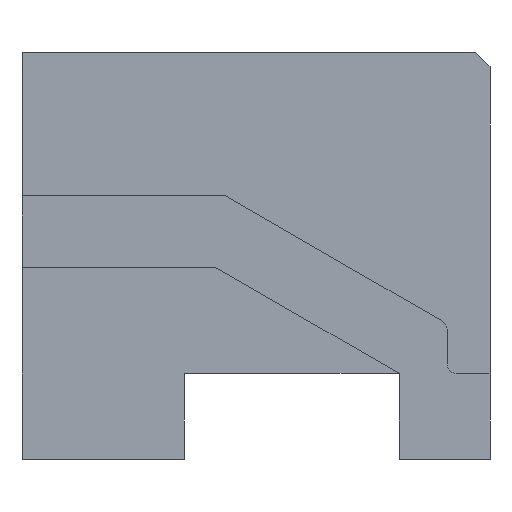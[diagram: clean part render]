
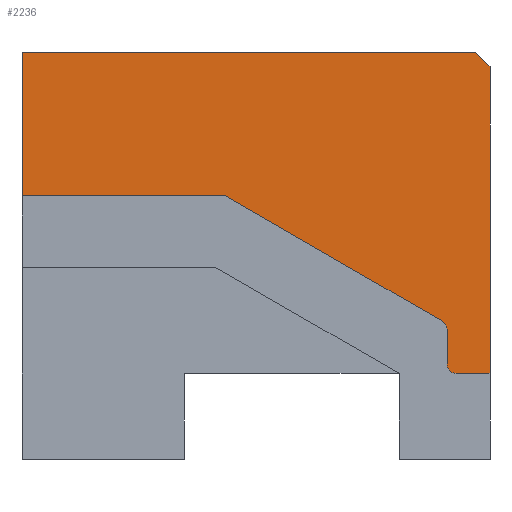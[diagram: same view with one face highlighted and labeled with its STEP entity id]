
A CAD part, front view. The second image highlights one B-rep face of the part: STEP entity #2236.
In plain terms, the highlighted planar face has unit normal (0, -1, 0).
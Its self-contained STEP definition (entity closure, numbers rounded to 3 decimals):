
#2001=CARTESIAN_POINT('',(-8.85,-21.36,6.12));
#2002=VERTEX_POINT('',#2001);
#2010=CARTESIAN_POINT('',(-4.594,-21.36,6.12));
#2011=VERTEX_POINT('',#2010);
#2018=CARTESIAN_POINT('',(-8.85,-21.36,6.12));
#2019=DIRECTION('',(1.0,0.0,0.0));
#2020=VECTOR('',#2019,4.256);
#2021=LINE('',#2018,#2020);
#2022=EDGE_CURVE('',#2002,#2011,#2021,.T.);
#2059=CARTESIAN_POINT('',(-0.05,-21.36,3.497));
#2060=VERTEX_POINT('',#2059);
#2061=CARTESIAN_POINT('',(-4.594,-21.36,6.12));
#2062=DIRECTION('',(0.866,0.0,-0.5));
#2063=VECTOR('',#2062,5.247);
#2064=LINE('',#2061,#2063);
#2065=EDGE_CURVE('',#2011,#2060,#2064,.T.);
#2083=CARTESIAN_POINT('',(0.05,-21.36,3.323));
#2084=VERTEX_POINT('',#2083);
#2085=CARTESIAN_POINT('',(-0.15,-21.36,3.323));
#2086=DIRECTION('',(0.,1.0,0.));
#2087=DIRECTION('',(0.5,0.,0.866));
#2088=AXIS2_PLACEMENT_3D('',#2085,#2086,#2087);
#2089=CIRCLE('',#2088,0.2);
#2090=EDGE_CURVE('',#2060,#2084,#2089,.T.);
#2108=CARTESIAN_POINT('',(0.05,-21.36,2.6));
#2109=VERTEX_POINT('',#2108);
#2110=CARTESIAN_POINT('',(0.05,-21.36,3.323));
#2111=DIRECTION('',(0.0,0.0,-1.0));
#2112=VECTOR('',#2111,0.723);
#2113=LINE('',#2110,#2112);
#2114=EDGE_CURVE('',#2084,#2109,#2113,.T.);
#2132=CARTESIAN_POINT('',(0.25,-21.36,2.4));
#2133=VERTEX_POINT('',#2132);
#2134=CARTESIAN_POINT('',(0.25,-21.36,2.6));
#2135=DIRECTION('',(0.0,-1.0,0.0));
#2136=DIRECTION('',(-1.0,0.0,0.0));
#2137=AXIS2_PLACEMENT_3D('',#2134,#2135,#2136);
#2138=CIRCLE('',#2137,0.2);
#2139=EDGE_CURVE('',#2109,#2133,#2138,.T.);
#2157=CARTESIAN_POINT('',(0.95,-21.36,2.4));
#2158=VERTEX_POINT('',#2157);
#2159=CARTESIAN_POINT('',(0.25,-21.36,2.4));
#2160=DIRECTION('',(1.0,0.0,0.0));
#2161=VECTOR('',#2160,0.7);
#2162=LINE('',#2159,#2161);
#2163=EDGE_CURVE('',#2133,#2158,#2162,.T.);
#2193=CARTESIAN_POINT('',(-3.95,-21.36,4.86));
#2194=DIRECTION('',(0.0,1.0,0.0));
#2195=DIRECTION('',(0.0,0.0,-1.0));
#2196=AXIS2_PLACEMENT_3D('',#2193,#2194,#2195);
#2197=PLANE('',#2196);
#2198=ORIENTED_EDGE('',*,*,#2022,.T.);
#2199=ORIENTED_EDGE('',*,*,#2065,.T.);
#2200=ORIENTED_EDGE('',*,*,#2090,.T.);
#2201=ORIENTED_EDGE('',*,*,#2114,.T.);
#2202=ORIENTED_EDGE('',*,*,#2139,.T.);
#2203=ORIENTED_EDGE('',*,*,#2163,.T.);
#2204=CARTESIAN_POINT('',(0.95,-21.36,8.82));
#2205=VERTEX_POINT('',#2204);
#2206=CARTESIAN_POINT('',(0.95,-21.36,8.82));
#2207=DIRECTION('',(0.0,0.0,-1.0));
#2208=VECTOR('',#2207,6.42);
#2209=LINE('',#2206,#2208);
#2210=EDGE_CURVE('',#2205,#2158,#2209,.T.);
#2211=ORIENTED_EDGE('',*,*,#2210,.F.);
#2212=CARTESIAN_POINT('',(0.65,-21.36,9.12));
#2213=VERTEX_POINT('',#2212);
#2214=CARTESIAN_POINT('',(0.65,-21.36,9.12));
#2215=DIRECTION('',(0.707,0.0,-0.707));
#2216=VECTOR('',#2215,0.424);
#2217=LINE('',#2214,#2216);
#2218=EDGE_CURVE('',#2213,#2205,#2217,.T.);
#2219=ORIENTED_EDGE('',*,*,#2218,.F.);
#2220=CARTESIAN_POINT('',(-8.85,-21.36,9.12));
#2221=VERTEX_POINT('',#2220);
#2222=CARTESIAN_POINT('',(-8.85,-21.36,9.12));
#2223=DIRECTION('',(1.0,0.0,0.0));
#2224=VECTOR('',#2223,9.5);
#2225=LINE('',#2222,#2224);
#2226=EDGE_CURVE('',#2221,#2213,#2225,.T.);
#2227=ORIENTED_EDGE('',*,*,#2226,.F.);
#2228=CARTESIAN_POINT('',(-8.85,-21.36,9.12));
#2229=DIRECTION('',(0.0,0.0,-1.0));
#2230=VECTOR('',#2229,3.);
#2231=LINE('',#2228,#2230);
#2232=EDGE_CURVE('',#2221,#2002,#2231,.T.);
#2233=ORIENTED_EDGE('',*,*,#2232,.T.);
#2234=EDGE_LOOP('',(#2198,#2199,#2200,#2201,#2202,#2203,#2211,#2219,#2227,#2233));
#2235=FACE_OUTER_BOUND('',#2234,.T.);
#2236=ADVANCED_FACE('',(#2235),#2197,.F.);
